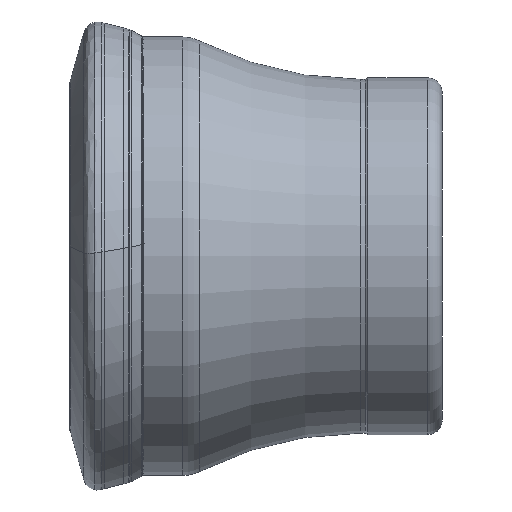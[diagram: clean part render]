
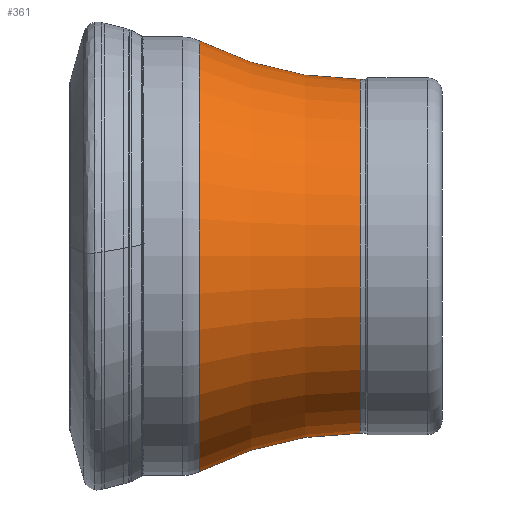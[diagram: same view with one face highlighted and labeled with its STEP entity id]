
A CAD part, front view. The second image highlights one B-rep face of the part: STEP entity #361.
In plain terms, the highlighted toroidal (fillet/blend) face has major radius 71.8 mm and minor radius 48 mm.
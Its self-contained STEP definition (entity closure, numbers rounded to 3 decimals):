
#361=ADVANCED_FACE('',(#466,#467),#457,.F.);
#457=TOROIDAL_SURFACE('',#1322,71.8,48.);
#466=FACE_BOUND('',#498,.T.);
#467=FACE_BOUND('',#499,.T.);
#498=EDGE_LOOP('',(#610));
#499=EDGE_LOOP('',(#611));
#610=ORIENTED_EDGE('',*,*,#1050,.F.);
#611=ORIENTED_EDGE('',*,*,#1051,.T.);
#955=VERTEX_POINT('',#1761);
#956=VERTEX_POINT('',#1764);
#1050=EDGE_CURVE('',#955,#955,#1223,.T.);
#1051=EDGE_CURVE('',#956,#956,#1224,.T.);
#1223=CIRCLE('',#1319,28.962);
#1224=CIRCLE('',#1321,23.8);
#1319=AXIS2_PLACEMENT_3D('',#1760,#1447,#1448);
#1321=AXIS2_PLACEMENT_3D('',#1763,#1451,#1452);
#1322=AXIS2_PLACEMENT_3D('',#1765,#1453,#1454);
#1447=DIRECTION('',(-1.,0.,0.));
#1448=DIRECTION('',(0.,0.,1.));
#1451=DIRECTION('',(-1.,0.,0.));
#1452=DIRECTION('',(0.,0.,1.));
#1453=DIRECTION('',(-1.,0.,0.));
#1454=DIRECTION('',(0.,0.,1.));
#1760=CARTESIAN_POINT('',(17.345,0.,0.));
#1761=CARTESIAN_POINT('',(17.345,0.,28.962));
#1763=CARTESIAN_POINT('',(39.,0.,0.));
#1764=CARTESIAN_POINT('',(39.,0.,23.8));
#1765=CARTESIAN_POINT('',(39.,0.,0.));
